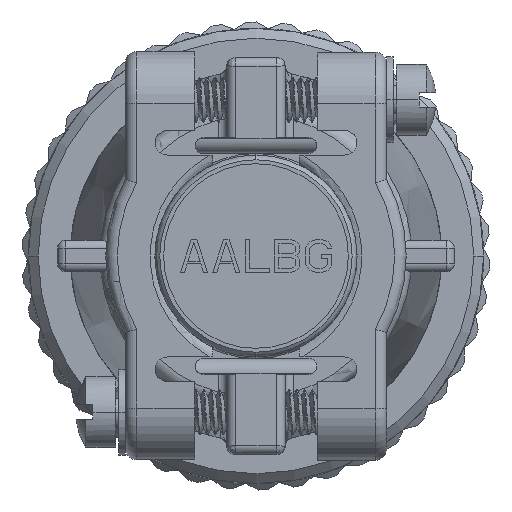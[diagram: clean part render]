
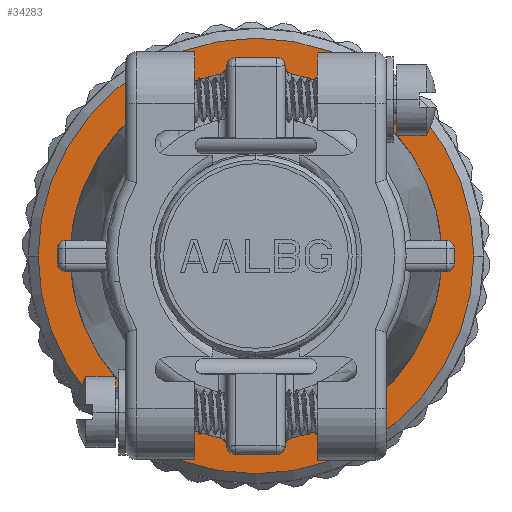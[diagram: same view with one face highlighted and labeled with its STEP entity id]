
A CAD part, front view. The second image highlights one B-rep face of the part: STEP entity #34283.
In plain terms, the highlighted planar face has unit normal (0, -1, 0).
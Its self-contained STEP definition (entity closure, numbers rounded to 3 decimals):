
#2857=CARTESIAN_POINT('',(0.,4.081,0.));
#2858=DIRECTION('',(0.,-1.,0.));
#2859=DIRECTION('',(-1.,0.,0.));
#2860=AXIS2_PLACEMENT_3D('',#2857,#2858,#2859);
#2862=CARTESIAN_POINT('',(0.,4.081,0.));
#2863=DIRECTION('',(0.,1.,0.));
#2864=DIRECTION('',(-1.,0.,0.));
#2865=AXIS2_PLACEMENT_3D('',#2862,#2863,#2864);
#2867=CARTESIAN_POINT('',(0.,4.081,0.));
#2868=DIRECTION('',(0.,1.,0.));
#2869=DIRECTION('',(-1.,0.,0.));
#2870=AXIS2_PLACEMENT_3D('',#2867,#2868,#2869);
#3006=CARTESIAN_POINT('',(0.,4.081,0.));
#3007=DIRECTION('',(0.,-1.,0.));
#3008=DIRECTION('',(-1.,0.,0.));
#3009=AXIS2_PLACEMENT_3D('',#3006,#3007,#3008);
#30223=CARTESIAN_POINT('',(-12.935,4.081,0.));
#30224=CARTESIAN_POINT('',(12.935,4.081,0.));
#30225=VERTEX_POINT('',#30223);
#30226=VERTEX_POINT('',#30224);
#30678=CARTESIAN_POINT('',(-16.83,4.081,0.));
#30679=VERTEX_POINT('',#30678);
#30684=CARTESIAN_POINT('',(16.83,4.081,0.));
#30685=VERTEX_POINT('',#30684);
#34268=CARTESIAN_POINT('',(0.,4.081,0.));
#34269=DIRECTION('',(0.,1.,0.));
#34270=DIRECTION('',(1.,0.,0.));
#34271=AXIS2_PLACEMENT_3D('',#34268,#34269,#34270);
#34272=PLANE('800',#34271);
#34273=ORIENTED_EDGE('3485',*,*,#34233,.F.);
#34274=ORIENTED_EDGE('3483',*,*,#34256,.T.);
#34275=EDGE_LOOP('800',(#34273,#34274));
#34276=FACE_OUTER_BOUND('800',#34275,.F.);
#34278=ORIENTED_EDGE('3154',*,*,#34277,.F.);
#34280=ORIENTED_EDGE('3156',*,*,#34279,.T.);
#34281=EDGE_LOOP('800',(#34278,#34280));
#34282=FACE_BOUND('800',#34281,.F.);
#2861=CIRCLE('3485',#2860,16.83);
#2866=CIRCLE('3483',#2865,16.83);
#2871=CIRCLE('3154',#2870,12.935);
#3010=CIRCLE('3156',#3009,12.935);
#34233=EDGE_CURVE('3485',#30679,#30685,#2861,.T.);
#34256=EDGE_CURVE('3483',#30679,#30685,#2866,.T.);
#34277=EDGE_CURVE('3154',#30225,#30226,#2871,.T.);
#34279=EDGE_CURVE('3156',#30225,#30226,#3010,.T.);
#34283=ADVANCED_FACE('800',(#34276,#34282),#34272,.F.);
